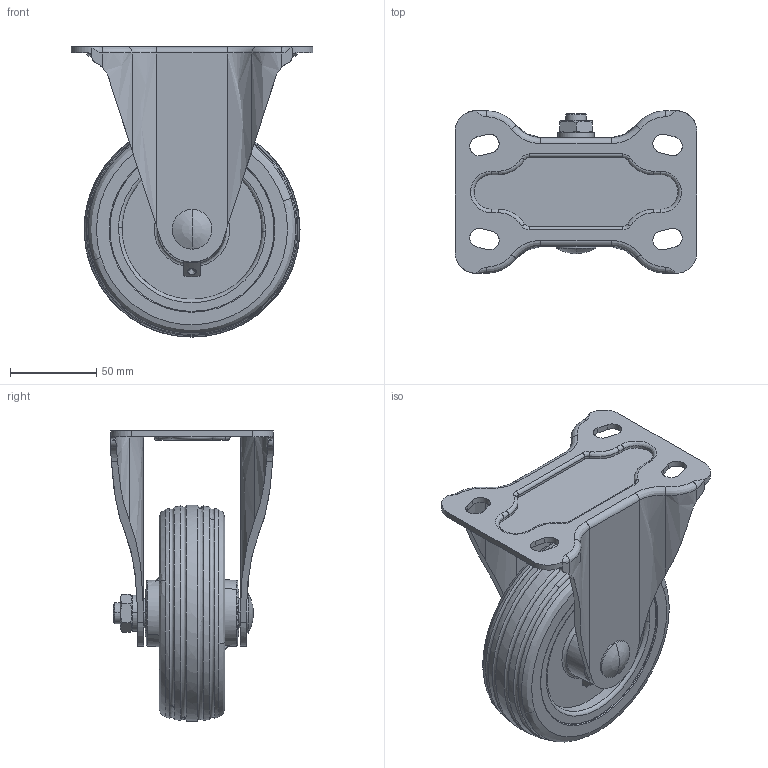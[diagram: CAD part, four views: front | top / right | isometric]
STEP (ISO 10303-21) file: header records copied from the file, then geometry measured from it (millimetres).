
FILE_DESCRIPTION((''),'2;1');
FILE_NAME('','2008-05-01T20:47:17',(''),(''),'','CADfix','');
FILE_SCHEMA(('AUTOMOTIVE_DESIGN { 1 0 10303 214 1 1 1 1 }'));
Length unit declared in the file: millimetre
Bounding box: 140 x 94 x 167.88 mm (x, y, z)
Volume: 486030.5 mm3; surface area: 110724.3 mm2
Topology: 3 solids, 3 shells, 254 faces, 755 edges, 513 vertices
Faces by surface type: bspline 254
Entity records: 11587 total; most frequent: CARTESIAN_POINT 7536, ORIENTED_EDGE 1490, EDGE_CURVE 745, VERTEX_POINT 513, EDGE_LOOP 284, FACE_OUTER_BOUND 254, ADVANCED_FACE 254, QUASI_UNIFORM_CURVE 222
